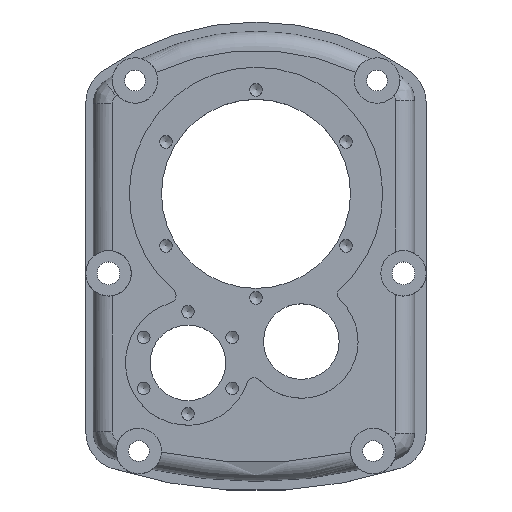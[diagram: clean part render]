
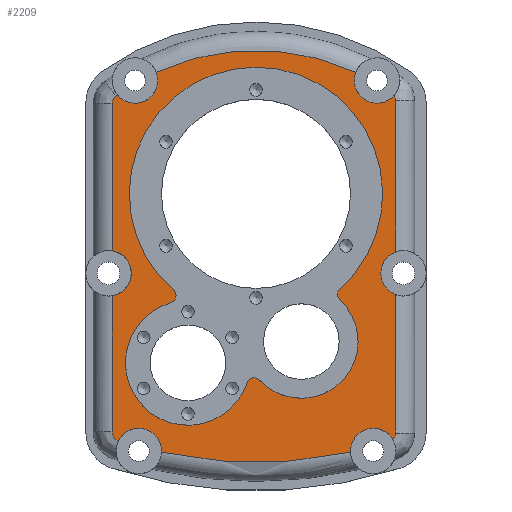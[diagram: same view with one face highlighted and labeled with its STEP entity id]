
A CAD part, top view. The second image highlights one B-rep face of the part: STEP entity #2209.
In plain terms, the highlighted planar face has unit normal (0, 0, 1).
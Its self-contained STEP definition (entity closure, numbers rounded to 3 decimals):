
#70=LINE('',#3913,#162);
#73=LINE('',#3920,#165);
#79=LINE('',#3934,#171);
#89=LINE('',#4018,#181);
#162=VECTOR('',#3024,73.185);
#165=VECTOR('',#3031,80.01);
#171=VECTOR('',#3045,71.868);
#181=VECTOR('',#3135,77.787);
#243=PLANE('',#2503);
#357=FACE_BOUND('',#738,.T.);
#358=FACE_BOUND('',#739,.T.);
#738=EDGE_LOOP('',(#1850,#1851,#1852,#1853,#1854,#1855));
#739=EDGE_LOOP('',(#1856,#1857,#1858,#1859,#1860,#1861,#1862,#1863,#1864,
#1865,#1866,#1867,#1868,#1869,#1870,#1871,#1872,#1873));
#867=CIRCLE('',#2380,67.);
#869=CIRCLE('',#2383,4.);
#871=CIRCLE('',#2386,33.);
#873=CIRCLE('',#2389,4.);
#875=CIRCLE('',#2392,30.);
#877=CIRCLE('',#2395,4.);
#895=CIRCLE('',#2425,12.);
#899=CIRCLE('',#2431,12.);
#903=CIRCLE('',#2437,12.);
#906=CIRCLE('',#2442,12.);
#909=CIRCLE('',#2447,12.);
#912=CIRCLE('',#2452,12.);
#918=CIRCLE('',#2459,5.);
#922=CIRCLE('',#2469,5.);
#929=CIRCLE('',#2479,235.);
#930=CIRCLE('',#2483,235.);
#940=CIRCLE('',#2494,5.);
#946=CIRCLE('',#2504,125.);
#947=CIRCLE('',#2505,125.);
#948=CIRCLE('',#2506,5.);
#1063=VERTEX_POINT('',#3550);
#1064=VERTEX_POINT('',#3551);
#1067=VERTEX_POINT('',#3559);
#1069=VERTEX_POINT('',#3565);
#1071=VERTEX_POINT('',#3571);
#1073=VERTEX_POINT('',#3577);
#1093=VERTEX_POINT('',#3637);
#1094=VERTEX_POINT('',#3648);
#1102=VERTEX_POINT('',#3679);
#1103=VERTEX_POINT('',#3696);
#1110=VERTEX_POINT('',#3727);
#1111=VERTEX_POINT('',#3742);
#1115=VERTEX_POINT('',#3766);
#1117=VERTEX_POINT('',#3780);
#1124=VERTEX_POINT('',#3814);
#1126=VERTEX_POINT('',#3828);
#1131=VERTEX_POINT('',#3854);
#1133=VERTEX_POINT('',#3868);
#1141=VERTEX_POINT('',#3909);
#1143=VERTEX_POINT('',#3918);
#1147=VERTEX_POINT('',#3932);
#1149=VERTEX_POINT('',#3948);
#1162=VERTEX_POINT('',#4014);
#1163=VERTEX_POINT('',#4016);
#1288=EDGE_CURVE('',#1063,#1064,#867,.T.);
#1292=EDGE_CURVE('',#1067,#1063,#869,.T.);
#1295=EDGE_CURVE('',#1069,#1067,#871,.T.);
#1298=EDGE_CURVE('',#1071,#1069,#873,.T.);
#1301=EDGE_CURVE('',#1073,#1071,#875,.T.);
#1304=EDGE_CURVE('',#1064,#1073,#877,.T.);
#1324=EDGE_CURVE('',#1094,#1093,#895,.T.);
#1333=EDGE_CURVE('',#1103,#1102,#899,.T.);
#1341=EDGE_CURVE('',#1111,#1110,#903,.T.);
#1347=EDGE_CURVE('',#1117,#1115,#906,.T.);
#1356=EDGE_CURVE('',#1126,#1124,#909,.T.);
#1363=EDGE_CURVE('',#1133,#1131,#912,.T.);
#1373=EDGE_CURVE('',#1141,#1093,#918,.T.);
#1374=EDGE_CURVE('',#1103,#1141,#70,.T.);
#1378=EDGE_CURVE('',#1143,#1102,#73,.T.);
#1385=EDGE_CURVE('',#1147,#1110,#79,.T.);
#1389=EDGE_CURVE('',#1149,#1147,#922,.T.);
#1398=EDGE_CURVE('',#1117,#1149,#929,.T.);
#1399=EDGE_CURVE('',#1094,#1115,#930,.T.);
#1412=EDGE_CURVE('',#1133,#1143,#940,.T.);
#1420=EDGE_CURVE('',#1126,#1131,#946,.T.);
#1421=EDGE_CURVE('',#1162,#1124,#947,.T.);
#1422=EDGE_CURVE('',#1163,#1162,#948,.T.);
#1423=EDGE_CURVE('',#1111,#1163,#89,.T.);
#1850=ORIENTED_EDGE('',*,*,#1295,.T.);
#1851=ORIENTED_EDGE('',*,*,#1292,.T.);
#1852=ORIENTED_EDGE('',*,*,#1288,.T.);
#1853=ORIENTED_EDGE('',*,*,#1304,.T.);
#1854=ORIENTED_EDGE('',*,*,#1301,.T.);
#1855=ORIENTED_EDGE('',*,*,#1298,.T.);
#1856=ORIENTED_EDGE('',*,*,#1324,.T.);
#1857=ORIENTED_EDGE('',*,*,#1373,.F.);
#1858=ORIENTED_EDGE('',*,*,#1374,.F.);
#1859=ORIENTED_EDGE('',*,*,#1333,.T.);
#1860=ORIENTED_EDGE('',*,*,#1378,.F.);
#1861=ORIENTED_EDGE('',*,*,#1412,.F.);
#1862=ORIENTED_EDGE('',*,*,#1363,.T.);
#1863=ORIENTED_EDGE('',*,*,#1420,.F.);
#1864=ORIENTED_EDGE('',*,*,#1356,.T.);
#1865=ORIENTED_EDGE('',*,*,#1421,.F.);
#1866=ORIENTED_EDGE('',*,*,#1422,.F.);
#1867=ORIENTED_EDGE('',*,*,#1423,.F.);
#1868=ORIENTED_EDGE('',*,*,#1341,.T.);
#1869=ORIENTED_EDGE('',*,*,#1385,.F.);
#1870=ORIENTED_EDGE('',*,*,#1389,.F.);
#1871=ORIENTED_EDGE('',*,*,#1398,.F.);
#1872=ORIENTED_EDGE('',*,*,#1347,.T.);
#1873=ORIENTED_EDGE('',*,*,#1399,.F.);
#2209=ADVANCED_FACE('',(#357,#358),#243,.T.);
#2380=AXIS2_PLACEMENT_3D('',#3552,#2844,#2845);
#2383=AXIS2_PLACEMENT_3D('',#3560,#2852,#2853);
#2386=AXIS2_PLACEMENT_3D('',#3566,#2859,#2860);
#2389=AXIS2_PLACEMENT_3D('',#3572,#2866,#2867);
#2392=AXIS2_PLACEMENT_3D('',#3578,#2873,#2874);
#2395=AXIS2_PLACEMENT_3D('',#3583,#2880,#2881);
#2425=AXIS2_PLACEMENT_3D('',#3649,#2940,#2941);
#2431=AXIS2_PLACEMENT_3D('',#3697,#2955,#2956);
#2437=AXIS2_PLACEMENT_3D('',#3743,#2969,#2970);
#2442=AXIS2_PLACEMENT_3D('',#3781,#2980,#2981);
#2447=AXIS2_PLACEMENT_3D('',#3829,#2992,#2993);
#2452=AXIS2_PLACEMENT_3D('',#3869,#3004,#3005);
#2459=AXIS2_PLACEMENT_3D('',#3911,#3020,#3021);
#2469=AXIS2_PLACEMENT_3D('',#3950,#3052,#3053);
#2479=AXIS2_PLACEMENT_3D('',#3965,#3074,#3075);
#2483=AXIS2_PLACEMENT_3D('',#3969,#3082,#3083);
#2494=AXIS2_PLACEMENT_3D('',#3999,#3107,#3108);
#2503=AXIS2_PLACEMENT_3D('',#4012,#3127,#3128);
#2504=AXIS2_PLACEMENT_3D('',#4013,#3129,#3130);
#2505=AXIS2_PLACEMENT_3D('',#4015,#3131,#3132);
#2506=AXIS2_PLACEMENT_3D('',#4017,#3133,#3134);
#2844=DIRECTION('center_axis',(0.,0.,
-1.));
#2845=DIRECTION('ref_axis',(0.652,0.758,0.));
#2852=DIRECTION('center_axis',(0.,0.,
1.));
#2853=DIRECTION('ref_axis',(0.652,0.758,0.));
#2859=DIRECTION('center_axis',(0.,0.,
-1.));
#2860=DIRECTION('ref_axis',(-0.947,0.32,0.));
#2866=DIRECTION('center_axis',(0.,0.,
1.));
#2867=DIRECTION('ref_axis',(-0.947,0.32,0.));
#2873=DIRECTION('center_axis',(0.,0.,
-1.));
#2874=DIRECTION('ref_axis',(-0.679,-0.734,0.));
#2880=DIRECTION('center_axis',(0.,0.,
1.));
#2881=DIRECTION('ref_axis',(-0.679,-0.734,0.));
#2940=DIRECTION('center_axis',(0.,0.,
-1.));
#2941=DIRECTION('ref_axis',(1.,0.,0.));
#2955=DIRECTION('center_axis',(0.,0.,
-1.));
#2956=DIRECTION('ref_axis',(1.,0.,0.));
#2969=DIRECTION('center_axis',(0.,0.,
-1.));
#2970=DIRECTION('ref_axis',(1.,0.,0.));
#2980=DIRECTION('center_axis',(0.,0.,
-1.));
#2981=DIRECTION('ref_axis',(1.,0.,0.));
#2992=DIRECTION('center_axis',(0.,0.,
-1.));
#2993=DIRECTION('ref_axis',(1.,0.,0.));
#3004=DIRECTION('center_axis',(0.,0.,
-1.));
#3005=DIRECTION('ref_axis',(1.,0.,0.));
#3020=DIRECTION('center_axis',(0.,0.,
-1.));
#3021=DIRECTION('ref_axis',(0.806,-0.592,0.));
#3024=DIRECTION('',(0.,-1.,0.));
#3031=DIRECTION('',(0.,-1.,0.));
#3045=DIRECTION('',(0.,1.,0.));
#3052=DIRECTION('center_axis',(0.,0.,
-1.));
#3053=DIRECTION('ref_axis',(-0.809,-0.588,0.));
#3074=DIRECTION('center_axis',(0.,0.,
-1.));
#3075=DIRECTION('ref_axis',(-0.005,-1.,0.));
#3082=DIRECTION('center_axis',(0.,0.,
-1.));
#3083=DIRECTION('ref_axis',(-0.005,-1.,0.));
#3107=DIRECTION('center_axis',(0.,0.,
-1.));
#3108=DIRECTION('ref_axis',(0.887,0.462,0.));
#3127=DIRECTION('center_axis',(0.,0.,
1.));
#3128=DIRECTION('ref_axis',(1.,0.,0.));
#3129=DIRECTION('center_axis',(0.,0.,
-1.));
#3130=DIRECTION('ref_axis',(-0.012,1.,0.));
#3131=DIRECTION('center_axis',(0.,0.,
-1.));
#3132=DIRECTION('ref_axis',(-0.012,1.,0.));
#3133=DIRECTION('center_axis',(0.,0.,
-1.));
#3134=DIRECTION('ref_axis',(-0.892,0.451,0.));
#3135=DIRECTION('',(0.,1.,0.));
#3550=CARTESIAN_POINT('',(-43.687,106.202,42.));
#3551=CARTESIAN_POINT('',(44.436,106.856,42.));
#3552=CARTESIAN_POINT('Origin',(0.,157.,42.));
#3559=CARTESIAN_POINT('',(-45.182,99.327,42.));
#3560=CARTESIAN_POINT('Origin',(-46.295,103.169,42.));
#3565=CARTESIAN_POINT('',(-4.733,57.078,42.));
#3566=CARTESIAN_POINT('Origin',(-36.,67.631,42.));
#3571=CARTESIAN_POINT('',(1.992,58.517,42.));
#3572=CARTESIAN_POINT('Origin',(-0.943,55.799,42.));
#3577=CARTESIAN_POINT('',(44.373,100.926,42.));
#3578=CARTESIAN_POINT('Origin',(24.,78.905,42.));
#3583=CARTESIAN_POINT('Origin',(47.089,103.862,42.));
#3637=CARTESIAN_POINT('',(72.389,27.006,42.));
#3648=CARTESIAN_POINT('',(50.016,20.384,42.));
#3649=CARTESIAN_POINT('Origin',(62.,21.,42.));
#3679=CARTESIAN_POINT('',(73.863,126.264,42.));
#3696=CARTESIAN_POINT('',(73.863,103.736,42.));
#3697=CARTESIAN_POINT('Origin',(78.,115.,42.));
#3727=CARTESIAN_POINT('',(-76.137,103.145,42.));
#3742=CARTESIAN_POINT('',(-76.137,126.855,42.));
#3743=CARTESIAN_POINT('Origin',(-78.,115.,42.));
#3766=CARTESIAN_POINT('',(-50.016,20.384,42.));
#3780=CARTESIAN_POINT('',(-72.658,26.514,42.));
#3781=CARTESIAN_POINT('Origin',(-62.,21.,42.));
#3814=CARTESIAN_POINT('',(-73.215,209.314,42.));
#3828=CARTESIAN_POINT('',(-52.798,221.302,42.));
#3829=CARTESIAN_POINT('Origin',(-64.,217.,42.));
#3854=CARTESIAN_POINT('',(52.798,221.302,42.));
#3868=CARTESIAN_POINT('',(73.008,209.071,42.));
#3869=CARTESIAN_POINT('Origin',(64.,217.,42.));
#3909=CARTESIAN_POINT('',(73.863,30.551,42.));
#3911=CARTESIAN_POINT('Origin',(68.863,30.551,42.));
#3913=CARTESIAN_POINT('',(73.863,163.509,42.));
#3918=CARTESIAN_POINT('',(73.863,206.275,42.));
#3920=CARTESIAN_POINT('',(73.863,163.509,42.));
#3932=CARTESIAN_POINT('',(-76.137,31.278,42.));
#3934=CARTESIAN_POINT('',(-76.137,76.01,42.));
#3948=CARTESIAN_POINT('',(-72.684,26.523,42.));
#3950=CARTESIAN_POINT('Origin',(-71.137,31.278,42.));
#3965=CARTESIAN_POINT('Origin',(0.,250.,42.));
#3969=CARTESIAN_POINT('Origin',(0.,250.,42.));
#3999=CARTESIAN_POINT('Origin',(68.863,206.275,42.));
#4012=CARTESIAN_POINT('Origin',(-0.907,120.743,42.));
#4013=CARTESIAN_POINT('Origin',(0.,108.,42.));
#4014=CARTESIAN_POINT('',(-74.101,208.668,42.));
#4015=CARTESIAN_POINT('Origin',(0.,108.,42.));
#4016=CARTESIAN_POINT('',(-76.137,204.641,42.));
#4017=CARTESIAN_POINT('Origin',(-71.137,204.641,42.));
#4018=CARTESIAN_POINT('',(-76.137,76.01,42.));
